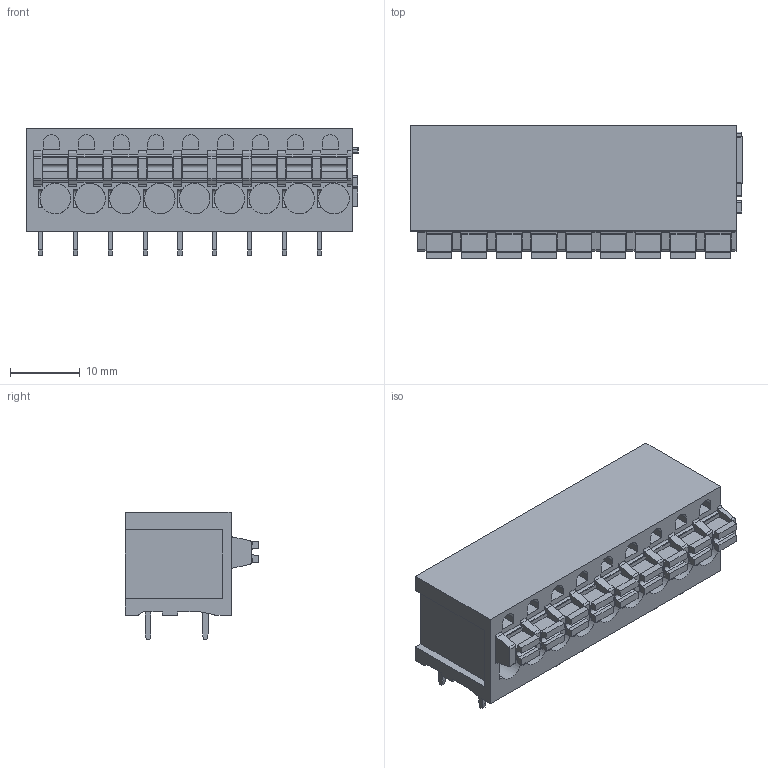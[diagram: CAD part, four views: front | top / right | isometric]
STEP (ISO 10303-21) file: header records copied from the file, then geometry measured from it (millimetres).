
FILE_DESCRIPTION(('CATIA V5 STEP Exchange','CAx-IF Rec.Pracs.--- Model Styling and Organization---1.2---2011-12-15'),'2;1');
FILE_NAME ('D1451184_0', '2018-09-07T10:03:38+00:00', ('none'), ('Weidmueller'), 'CATIA Version 5-6 Release 2014', 'CATIA V5 STEP AP214', 'none');
FILE_SCHEMA(('AUTOMOTIVE_DESIGN { 1 0 10303 214 1 1 1 1 }'));
Length unit declared in the file: millimetre
Products named in the file (1): 1331780000
Bounding box: 47.65 x 19.2 x 18.3 mm (x, y, z)
Volume: 9720.9 mm3; surface area: 5951.1 mm2
Topology: 28 solids, 28 shells, 638 faces, 1683 edges, 1122 vertices
Faces by surface type: plane 493, cylinder 145
Entity records: 17881 total; most frequent: ORIENTED_EDGE 3366, CARTESIAN_POINT 3251, DIRECTION 2348, EDGE_CURVE 1683, VECTOR 1366, LINE 1366, VERTEX_POINT 1122, EDGE_LOOP 659
